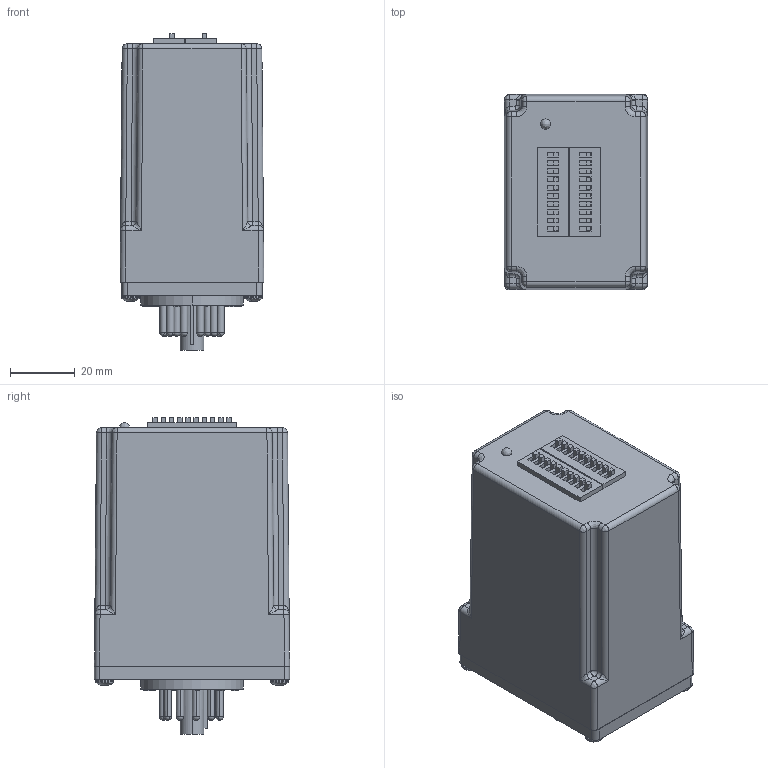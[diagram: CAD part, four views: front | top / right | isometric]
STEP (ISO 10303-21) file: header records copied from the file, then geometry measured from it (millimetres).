
FILE_DESCRIPTION (( 'STEP AP203' ), '1' );
FILE_NAME ('TRM-16-D-24AD.step', '2021-04-19T20:38:35', ( '' ), ( '' ), 'SwSTEP 2.0', 'SolidWorks 2021', '' );
FILE_SCHEMA (( 'CONFIG_CONTROL_DESIGN' ));
Length unit declared in the file: inch
Products named in the file (1): TRM-16-D-24AD
Bounding box: 44.45 x 60.33 x 97.87 mm (x, y, z)
Volume: 201516.5 mm3; surface area: 31800.8 mm2
Topology: 41 solids, 41 shells, 800 faces, 2015 edges, 1301 vertices
Faces by surface type: plane 463, cylinder 158, bspline 125, sphere 30, cone 24
Entity records: 29687 total; most frequent: CARTESIAN_POINT 11738, ORIENTED_EDGE 3906, DIRECTION 3279, EDGE_CURVE 1953, VERTEX_POINT 1279, LINE 1203, VECTOR 1203, AXIS2_PLACEMENT_3D 1038
